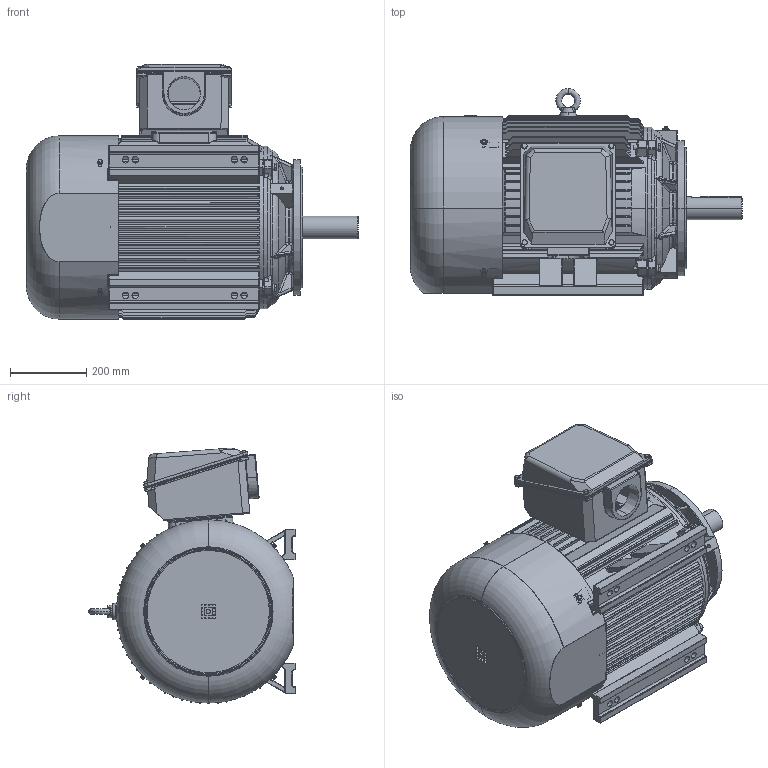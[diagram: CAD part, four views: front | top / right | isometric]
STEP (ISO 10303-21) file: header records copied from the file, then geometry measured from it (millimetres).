
FILE_DESCRIPTION (( 'STEP AP214' ), '1' );
FILE_NAME ('MTCP365TC.STEP', '2018-03-07T16:54:03', ( '' ), ( '' ), 'SwSTEP 2.0', 'SolidWorks 2017', '' );
FILE_SCHEMA (( 'AUTOMOTIVE_DESIGN' ));
Length unit declared in the file: millimetre
Products named in the file (27): 橡皮塞17; 360，密封圈65，87; hex head bolts-full thread grade c gb_GB_FASTENER_BOLT_HHBFTC M8X20-N; PE360諉盄碟蚾饜极1 _1_; PE360粣芛  堤粣傷; MTCP365TC; hex head bolts-full thread grade c gb_GB_FASTENER_BOLT_HHBFTC M10X50-N; PE360ヶ粣創俋裔樓馱璃; PE360源瑩; eyebolts gb_GB_FASTENER_SCREWS_FRS M16-N; spring lock washers--normal type gb_GB_FASTENER_WASHER_SW 12; PE360諉盄碟裔; PE360粣芛  瑞珔傷; M10蛁蚐郲耀倰; spring lock washers--normal type gb_GB_FASTENER_WASHER_SW 6; plain washers-n series-grade a gb_GB_FASTENER_WASHER_PWNA 6; plain washers-n series-grade a gb_GB_FASTENER_WASHER_PWNA 12; PE360瑞欶 J; PE365儂釱樓馱璃; PE360綴傷裔 J; PE360諉盄碟裔菜; PE360諉盄碟釱菜; PE365芧埽傷裔 J; PE360后轴承外盖加工件; PE360接线盒座_默认_按加工_; hex head bolts-full thread grade c gb_GB_FASTENER_BOLT_HHBFTC M12X65-N; hex head bolts-full thread grade c gb_GB_FASTENER_BOLT_HHBFTC M6X12-N
Assembly tree (65 placements, depth 3):
  MTCP365TC
    PE360諉盄碟蚾饜极1 _1_
      PE360接线盒座_默认_按加工_
      PE360諉盄碟裔菜
      PE360諉盄碟裔
      PE360諉盄碟釱菜
      hex head bolts-full thread grade c gb_GB_FASTENER_BOLT_HHBFTC M8X20-N  x8
    PE365儂釱樓馱璃
    PE360綴傷裔 J
    PE360粣芛  瑞珔傷
    PE360后轴承外盖加工件
    PE365芧埽傷裔 J
    PE360ヶ粣創俋裔樓馱璃
    PE360粣芛  堤粣傷
    360，密封圈65，87
    hex head bolts-full thread grade c gb_GB_FASTENER_BOLT_HHBFTC M12X65-N  x8
    spring lock washers--normal type gb_GB_FASTENER_WASHER_SW 12  x8
    plain washers-n series-grade a gb_GB_FASTENER_WASHER_PWNA 12  x8
    PE360瑞欶 J
    hex head bolts-full thread grade c gb_GB_FASTENER_BOLT_HHBFTC M6X12-N  x4
    spring lock washers--normal type gb_GB_FASTENER_WASHER_SW 6  x4
    plain washers-n series-grade a gb_GB_FASTENER_WASHER_PWNA 6  x4
    M10蛁蚐郲耀倰
    橡皮塞17
    eyebolts gb_GB_FASTENER_SCREWS_FRS M16-N
    hex head bolts-full thread grade c gb_GB_FASTENER_BOLT_HHBFTC M10X50-N  x3
    PE360源瑩
Bounding box: 871.5 x 542.8 x 671.94 mm (x, y, z)
Volume: 21547145.4 mm3; surface area: 5024818.5 mm2
Topology: 64 solids, 64 shells, 4257 faces, 10467 edges, 6375 vertices
Faces by surface type: cylinder 1572, plane 1035, bspline 585, cone 503, torus 450, sphere 112
Entity records: 174550 total; most frequent: CARTESIAN_POINT 89603, ORIENTED_EDGE 18286, DIRECTION 16905, EDGE_CURVE 9143, AXIS2_PLACEMENT_3D 6913, VERTEX_POINT 5593, EDGE_LOOP 3988, CIRCLE 3750
